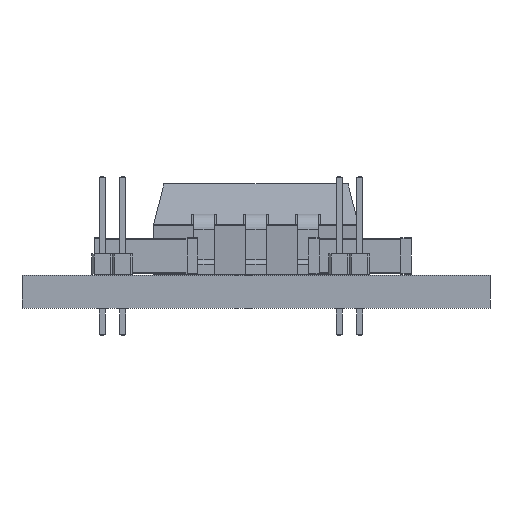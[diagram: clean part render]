
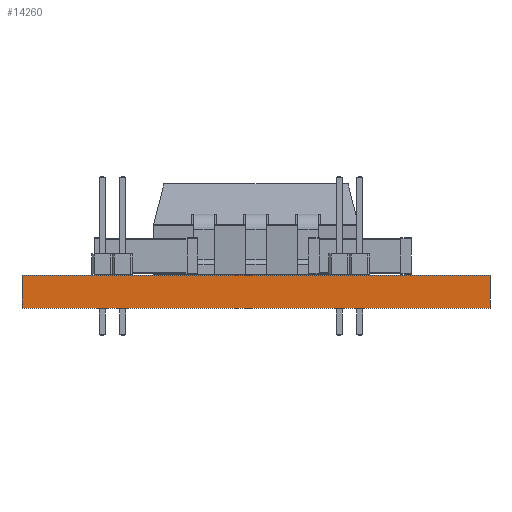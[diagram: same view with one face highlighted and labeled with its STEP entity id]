
A CAD part, front view. The second image highlights one B-rep face of the part: STEP entity #14260.
In plain terms, the highlighted planar face has unit normal (0, -1, 0).
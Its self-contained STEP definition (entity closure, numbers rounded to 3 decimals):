
#14079 = PLANE('',#14080);
#14080 = AXIS2_PLACEMENT_3D('',#14081,#14082,#14083);
#14081 = CARTESIAN_POINT('',(215.9,-55.88,0.));
#14082 = DIRECTION('',(1.,0.,0.));
#14083 = DIRECTION('',(0.,-1.,0.));
#14104 = VERTEX_POINT('',#14105);
#14105 = CARTESIAN_POINT('',(215.9,-91.44,1.6));
#14119 = PLANE('',#14120);
#14120 = AXIS2_PLACEMENT_3D('',#14121,#14122,#14123);
#14121 = CARTESIAN_POINT('',(215.9,-55.88,1.6));
#14122 = DIRECTION('',(0.,0.,1.));
#14123 = DIRECTION('',(1.,0.,0.));
#14131 = EDGE_CURVE('',#14132,#14104,#14134,.T.);
#14132 = VERTEX_POINT('',#14133);
#14133 = CARTESIAN_POINT('',(215.9,-91.44,0.));
#14134 = SURFACE_CURVE('',#14135,(#14139,#14146),.PCURVE_S1.);
#14135 = LINE('',#14136,#14137);
#14136 = CARTESIAN_POINT('',(215.9,-91.44,0.));
#14137 = VECTOR('',#14138,1.);
#14138 = DIRECTION('',(0.,0.,1.));
#14139 = PCURVE('',#14079,#14140);
#14140 = DEFINITIONAL_REPRESENTATION('',(#14141),#14145);
#14141 = LINE('',#14142,#14143);
#14142 = CARTESIAN_POINT('',(35.56,0.));
#14143 = VECTOR('',#14144,1.);
#14144 = DIRECTION('',(0.,-1.));
#14145 = ( GEOMETRIC_REPRESENTATION_CONTEXT(2) 
PARAMETRIC_REPRESENTATION_CONTEXT() REPRESENTATION_CONTEXT('2D SPACE',''
  ) );
#14146 = PCURVE('',#14147,#14152);
#14147 = PLANE('',#14148);
#14148 = AXIS2_PLACEMENT_3D('',#14149,#14150,#14151);
#14149 = CARTESIAN_POINT('',(215.9,-91.44,0.));
#14150 = DIRECTION('',(0.,-1.,0.));
#14151 = DIRECTION('',(-1.,0.,0.));
#14152 = DEFINITIONAL_REPRESENTATION('',(#14153),#14157);
#14153 = LINE('',#14154,#14155);
#14154 = CARTESIAN_POINT('',(0.,0.));
#14155 = VECTOR('',#14156,1.);
#14156 = DIRECTION('',(0.,-1.));
#14157 = ( GEOMETRIC_REPRESENTATION_CONTEXT(2) 
PARAMETRIC_REPRESENTATION_CONTEXT() REPRESENTATION_CONTEXT('2D SPACE',''
  ) );
#14173 = PLANE('',#14174);
#14174 = AXIS2_PLACEMENT_3D('',#14175,#14176,#14177);
#14175 = CARTESIAN_POINT('',(215.9,-55.88,0.));
#14176 = DIRECTION('',(0.,0.,1.));
#14177 = DIRECTION('',(1.,0.,0.));
#14206 = PLANE('',#14207);
#14207 = AXIS2_PLACEMENT_3D('',#14208,#14209,#14210);
#14208 = CARTESIAN_POINT('',(193.04,-91.44,0.));
#14209 = DIRECTION('',(-1.,0.,0.));
#14210 = DIRECTION('',(0.,1.,0.));
#14260 = ADVANCED_FACE('',(#14261),#14147,.T.);
#14261 = FACE_BOUND('',#14262,.T.);
#14262 = EDGE_LOOP('',(#14263,#14264,#14287,#14310));
#14263 = ORIENTED_EDGE('',*,*,#14131,.T.);
#14264 = ORIENTED_EDGE('',*,*,#14265,.T.);
#14265 = EDGE_CURVE('',#14104,#14266,#14268,.T.);
#14266 = VERTEX_POINT('',#14267);
#14267 = CARTESIAN_POINT('',(193.04,-91.44,1.6));
#14268 = SURFACE_CURVE('',#14269,(#14273,#14280),.PCURVE_S1.);
#14269 = LINE('',#14270,#14271);
#14270 = CARTESIAN_POINT('',(215.9,-91.44,1.6));
#14271 = VECTOR('',#14272,1.);
#14272 = DIRECTION('',(-1.,0.,0.));
#14273 = PCURVE('',#14147,#14274);
#14274 = DEFINITIONAL_REPRESENTATION('',(#14275),#14279);
#14275 = LINE('',#14276,#14277);
#14276 = CARTESIAN_POINT('',(0.,-1.6));
#14277 = VECTOR('',#14278,1.);
#14278 = DIRECTION('',(1.,0.));
#14279 = ( GEOMETRIC_REPRESENTATION_CONTEXT(2) 
PARAMETRIC_REPRESENTATION_CONTEXT() REPRESENTATION_CONTEXT('2D SPACE',''
  ) );
#14280 = PCURVE('',#14119,#14281);
#14281 = DEFINITIONAL_REPRESENTATION('',(#14282),#14286);
#14282 = LINE('',#14283,#14284);
#14283 = CARTESIAN_POINT('',(0.,-35.56));
#14284 = VECTOR('',#14285,1.);
#14285 = DIRECTION('',(-1.,0.));
#14286 = ( GEOMETRIC_REPRESENTATION_CONTEXT(2) 
PARAMETRIC_REPRESENTATION_CONTEXT() REPRESENTATION_CONTEXT('2D SPACE',''
  ) );
#14287 = ORIENTED_EDGE('',*,*,#14288,.F.);
#14288 = EDGE_CURVE('',#14289,#14266,#14291,.T.);
#14289 = VERTEX_POINT('',#14290);
#14290 = CARTESIAN_POINT('',(193.04,-91.44,0.));
#14291 = SURFACE_CURVE('',#14292,(#14296,#14303),.PCURVE_S1.);
#14292 = LINE('',#14293,#14294);
#14293 = CARTESIAN_POINT('',(193.04,-91.44,0.));
#14294 = VECTOR('',#14295,1.);
#14295 = DIRECTION('',(0.,0.,1.));
#14296 = PCURVE('',#14147,#14297);
#14297 = DEFINITIONAL_REPRESENTATION('',(#14298),#14302);
#14298 = LINE('',#14299,#14300);
#14299 = CARTESIAN_POINT('',(22.86,0.));
#14300 = VECTOR('',#14301,1.);
#14301 = DIRECTION('',(0.,-1.));
#14302 = ( GEOMETRIC_REPRESENTATION_CONTEXT(2) 
PARAMETRIC_REPRESENTATION_CONTEXT() REPRESENTATION_CONTEXT('2D SPACE',''
  ) );
#14303 = PCURVE('',#14206,#14304);
#14304 = DEFINITIONAL_REPRESENTATION('',(#14305),#14309);
#14305 = LINE('',#14306,#14307);
#14306 = CARTESIAN_POINT('',(0.,0.));
#14307 = VECTOR('',#14308,1.);
#14308 = DIRECTION('',(0.,-1.));
#14309 = ( GEOMETRIC_REPRESENTATION_CONTEXT(2) 
PARAMETRIC_REPRESENTATION_CONTEXT() REPRESENTATION_CONTEXT('2D SPACE',''
  ) );
#14310 = ORIENTED_EDGE('',*,*,#14311,.F.);
#14311 = EDGE_CURVE('',#14132,#14289,#14312,.T.);
#14312 = SURFACE_CURVE('',#14313,(#14317,#14324),.PCURVE_S1.);
#14313 = LINE('',#14314,#14315);
#14314 = CARTESIAN_POINT('',(215.9,-91.44,0.));
#14315 = VECTOR('',#14316,1.);
#14316 = DIRECTION('',(-1.,0.,0.));
#14317 = PCURVE('',#14147,#14318);
#14318 = DEFINITIONAL_REPRESENTATION('',(#14319),#14323);
#14319 = LINE('',#14320,#14321);
#14320 = CARTESIAN_POINT('',(0.,0.));
#14321 = VECTOR('',#14322,1.);
#14322 = DIRECTION('',(1.,0.));
#14323 = ( GEOMETRIC_REPRESENTATION_CONTEXT(2) 
PARAMETRIC_REPRESENTATION_CONTEXT() REPRESENTATION_CONTEXT('2D SPACE',''
  ) );
#14324 = PCURVE('',#14173,#14325);
#14325 = DEFINITIONAL_REPRESENTATION('',(#14326),#14330);
#14326 = LINE('',#14327,#14328);
#14327 = CARTESIAN_POINT('',(0.,-35.56));
#14328 = VECTOR('',#14329,1.);
#14329 = DIRECTION('',(-1.,0.));
#14330 = ( GEOMETRIC_REPRESENTATION_CONTEXT(2) 
PARAMETRIC_REPRESENTATION_CONTEXT() REPRESENTATION_CONTEXT('2D SPACE',''
  ) );
